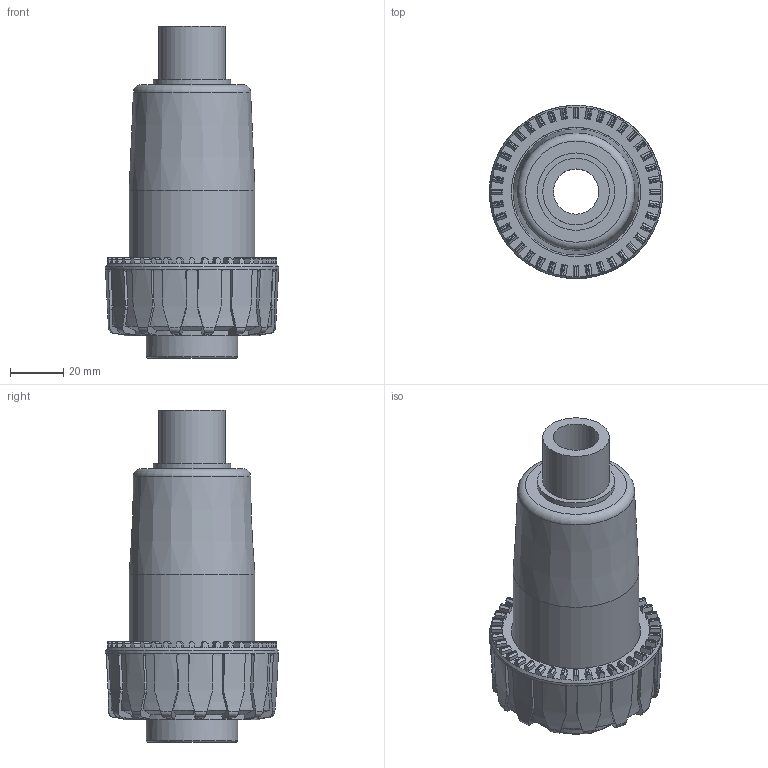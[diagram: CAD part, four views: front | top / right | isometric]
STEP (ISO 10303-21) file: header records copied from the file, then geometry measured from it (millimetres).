
FILE_DESCRIPTION(/* description */ (''),/* implementation_level */ '2;1');
FILE_NAME(/* name */ 'SRIM025E.iam.stp',/* time_stamp */ '2016-02-16T17:00:56+01:00',/* author */ ('bfaro'),/* organization */ (''),/* preprocessor_version */ 'ST-DEVELOPER v16.1',/* originating_system */ 'Autodesk Inventor 2016',/* authorisation */ '');
FILE_SCHEMA (('AUTOMOTIVE_DESIGN { 1 0 10303 214 3 1 1 }'));
Length unit declared in the file: millimetre
Products named in the file (4): cassa VA-VZ 25; ENDIV025; NTVKD025V; SRIM025E
Assembly tree (3 placements, depth 2):
  SRIM025E
    cassa VA-VZ 25
    ENDIV025
    NTVKD025V
Bounding box: 64.95 x 64.98 x 124.5 mm (x, y, z)
Volume: 127981.1 mm3; surface area: 46398.7 mm2
Topology: 3 solids, 3 shells, 610 faces, 1677 edges, 1080 vertices
Faces by surface type: plane 280, cylinder 160, cone 144, torus 26
Full cylindrical faces by diameter (mm): 17 x1, 20 x1, 25 x2, 29 x1, 33.8 x1, 34.4 x1, 43.8 x1, 44.6 x1, 47.149 x1, 48.5 x1, 65 x1
Entity records: 21709 total; most frequent: CARTESIAN_POINT 6660, ORIENTED_EDGE 3306, DIRECTION 3080, EDGE_CURVE 1653, AXIS2_PLACEMENT_3D 1256, VERTEX_POINT 1075, EDGE_LOOP 642, FACE_OUTER_BOUND 610
